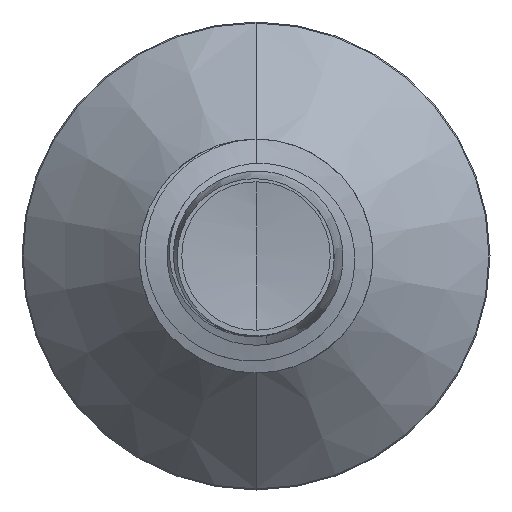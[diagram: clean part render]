
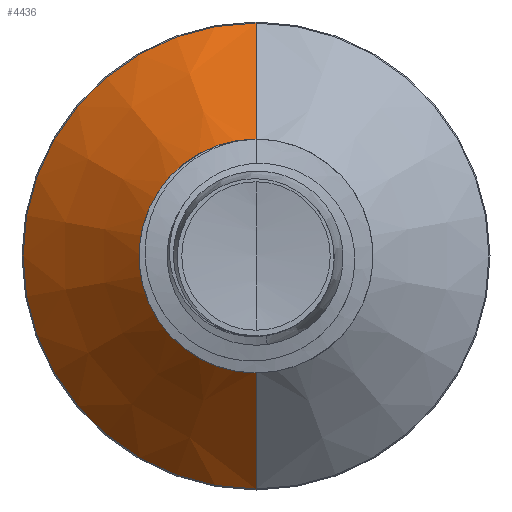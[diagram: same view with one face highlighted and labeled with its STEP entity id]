
A CAD part, front view. The second image highlights one B-rep face of the part: STEP entity #4436.
In plain terms, the highlighted conical face has half-angle 45 degrees and reference radius 1.08 mm.
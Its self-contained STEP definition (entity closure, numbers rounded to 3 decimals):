
#407 = DIRECTION ( 'NONE',  ( 0., 0.707, -0.707 ) ) ;
#844 = DIRECTION ( 'NONE',  ( 0., 0., 1. ) ) ;
#2218 = CARTESIAN_POINT ( 'NONE',  ( 0., 5.64, -2.19 ) ) ;
#2259 = EDGE_LOOP ( 'NONE', ( #16909, #4966, #9370, #13374 ) ) ;
#2440 = DIRECTION ( 'NONE',  ( 0., 1., 0. ) ) ;
#2549 = FACE_OUTER_BOUND ( 'NONE', #2259, .T. ) ;
#4160 = VECTOR ( 'NONE', #11564, 1000. ) ;
#4436 = ADVANCED_FACE ( 'NONE', ( #2549 ), #10631, .T. ) ;
#4438 = DIRECTION ( 'NONE',  ( 0., 0., 1. ) ) ;
#4966 = ORIENTED_EDGE ( 'NONE', *, *, #9065, .T. ) ;
#5266 = CARTESIAN_POINT ( 'NONE',  ( 0., 4.53, 1.08 ) ) ;
#5381 = CARTESIAN_POINT ( 'NONE',  ( 0., 5.64, 2.19 ) ) ;
#5659 = VERTEX_POINT ( 'NONE', #18654 ) ;
#6204 = VERTEX_POINT ( 'NONE', #2218 ) ;
#6361 = EDGE_CURVE ( 'NONE', #5659, #6204, #14122, .T. ) ;
#6656 = EDGE_CURVE ( 'NONE', #17938, #14028, #12680, .T. ) ;
#7634 = AXIS2_PLACEMENT_3D ( 'NONE', #20142, #11205, #844 ) ;
#9065 = EDGE_CURVE ( 'NONE', #5659, #17938, #18908, .T. ) ;
#9370 = ORIENTED_EDGE ( 'NONE', *, *, #6656, .T. ) ;
#10130 = VECTOR ( 'NONE', #407, 1000. ) ;
#10525 = DIRECTION ( 'NONE',  ( 0., 1., 0. ) ) ;
#10631 = CONICAL_SURFACE ( 'NONE', #18184, 1.08, 0.785 ) ;
#10799 = CIRCLE ( 'NONE', #7634, 2.19 ) ;
#11023 = EDGE_CURVE ( 'NONE', #6204, #14028, #10799, .T. ) ;
#11205 = DIRECTION ( 'NONE',  ( 0., 1., 0. ) ) ;
#11448 = AXIS2_PLACEMENT_3D ( 'NONE', #19398, #10525, #20968 ) ;
#11564 = DIRECTION ( 'NONE',  ( 0., 0.707, 0.707 ) ) ;
#11603 = CARTESIAN_POINT ( 'NONE',  ( 0., 4.53, 1.08 ) ) ;
#12455 = CARTESIAN_POINT ( 'NONE',  ( 0., 4.53, 0. ) ) ;
#12680 = LINE ( 'NONE', #5266, #4160 ) ;
#13374 = ORIENTED_EDGE ( 'NONE', *, *, #11023, .F. ) ;
#14028 = VERTEX_POINT ( 'NONE', #5381 ) ;
#14122 = LINE ( 'NONE', #16889, #10130 ) ;
#16889 = CARTESIAN_POINT ( 'NONE',  ( 0., 4.53, -1.08 ) ) ;
#16909 = ORIENTED_EDGE ( 'NONE', *, *, #6361, .F. ) ;
#17938 = VERTEX_POINT ( 'NONE', #11603 ) ;
#18184 = AXIS2_PLACEMENT_3D ( 'NONE', #12455, #2440, #4438 ) ;
#18654 = CARTESIAN_POINT ( 'NONE',  ( 0., 4.53, -1.08 ) ) ;
#18908 = CIRCLE ( 'NONE', #11448, 1.08 ) ;
#19398 = CARTESIAN_POINT ( 'NONE',  ( 0., 4.53, 0. ) ) ;
#20142 = CARTESIAN_POINT ( 'NONE',  ( 0., 5.64, 0. ) ) ;
#20968 = DIRECTION ( 'NONE',  ( 0., 0., 1. ) ) ;
